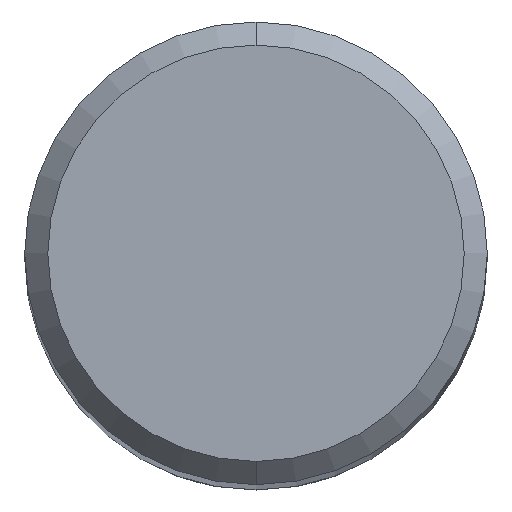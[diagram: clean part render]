
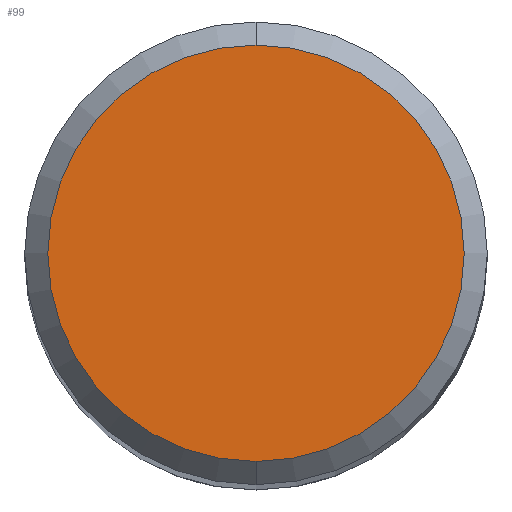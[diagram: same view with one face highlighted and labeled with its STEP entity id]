
A CAD part, top view. The second image highlights one B-rep face of the part: STEP entity #99.
In plain terms, the highlighted planar face has unit normal (0, 0, 1).
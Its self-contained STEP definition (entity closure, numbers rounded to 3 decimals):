
#95=EDGE_CURVE('',#131,#153,#213,.T.);
#99=ADVANCED_FACE('',(#217),#218,.T.);
#131=VERTEX_POINT('',#255);
#149=EDGE_CURVE('',#153,#131,#274,.T.);
#153=VERTEX_POINT('',#278);
#213=CIRCLE('',#336,4.5);
#217=FACE_OUTER_BOUND('',#340,.T.);
#218=PLANE('',#341);
#255=CARTESIAN_POINT('',(0.0,4.5,0.0));
#274=CIRCLE('',#409,4.5);
#278=CARTESIAN_POINT('',(0.,-4.5,0.0));
#336=AXIS2_PLACEMENT_3D('',#480,#481,#482);
#340=EDGE_LOOP('',(#484,#485));
#341=AXIS2_PLACEMENT_3D('',#486,#487,#488);
#409=AXIS2_PLACEMENT_3D('',#558,#559,#560);
#480=CARTESIAN_POINT('',(0.0,0.0,0.0));
#481=DIRECTION('',(0.0,0.0,-1.0));
#482=DIRECTION('',(0.0,1.0,0.0));
#484=ORIENTED_EDGE('',*,*,#95,.F.);
#485=ORIENTED_EDGE('',*,*,#149,.F.);
#486=CARTESIAN_POINT('',(0.0,2.25,0.0));
#487=DIRECTION('',(-0.0,0.0,1.0));
#488=DIRECTION('',(0.0,-1.0,0.0));
#558=CARTESIAN_POINT('',(0.0,0.0,0.0));
#559=DIRECTION('',(0.0,0.0,-1.0));
#560=DIRECTION('',(0.0,1.0,0.0));
